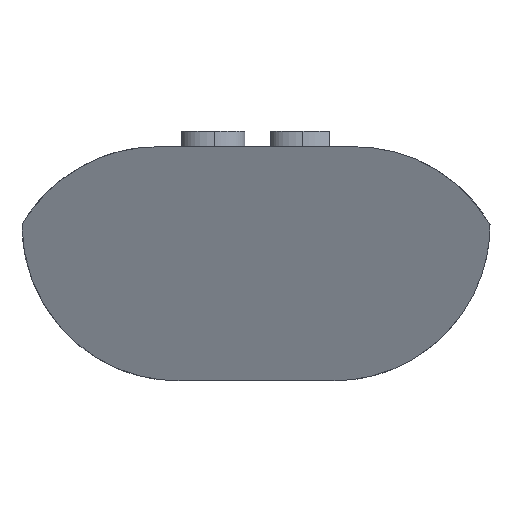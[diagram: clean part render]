
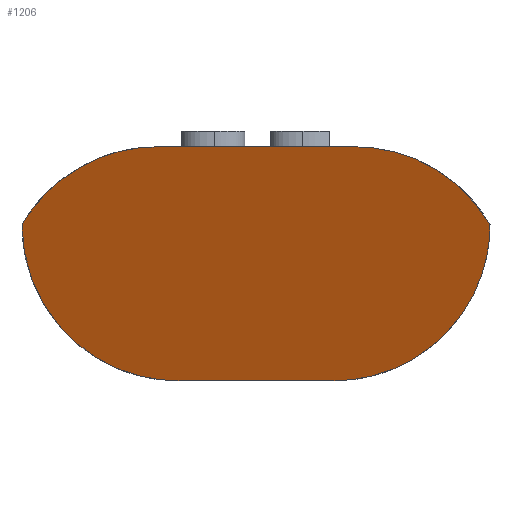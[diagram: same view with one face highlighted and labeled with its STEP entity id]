
A CAD part, front view. The second image highlights one B-rep face of the part: STEP entity #1206.
In plain terms, the highlighted planar face has unit normal (0, -0.924, -0.383).
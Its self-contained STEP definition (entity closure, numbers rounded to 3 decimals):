
#81 = VERTEX_POINT ( 'NONE', #686 ) ;
#93 = CARTESIAN_POINT ( 'NONE',  ( 30., 12.426, -15. ) ) ;
#224 = DIRECTION ( 'NONE',  ( 1., 0., 0. ) ) ;
#225 = LINE ( 'NONE', #933, #335 ) ;
#226 = CARTESIAN_POINT ( 'NONE',  ( 26.34, 1.516, 11.34 ) ) ;
#239 = CARTESIAN_POINT ( 'NONE',  ( 10., 12.426, -15. ) ) ;
#286 = CARTESIAN_POINT ( 'NONE',  ( -30., 4.142, 5. ) ) ;
#302 = LINE ( 'NONE', #93, #2670 ) ;
#315 = EDGE_CURVE ( 'NONE', #1977, #412, #302, .T. ) ;
#335 = VECTOR ( 'NONE', #224, 1000. ) ;
#343 = CARTESIAN_POINT ( 'NONE',  ( 10., 12.426, -15. ) ) ;
#375 = FACE_OUTER_BOUND ( 'NONE', #2542, .T. ) ;
#386 = EDGE_CURVE ( 'NONE', #81, #412, #2942, .T. ) ;
#395 =( BOUNDED_CURVE ( )  B_SPLINE_CURVE ( 3, ( #677, #226, #2276, #1377 ),
 .UNSPECIFIED., .F., .T. ) 
 B_SPLINE_CURVE_WITH_KNOTS ( ( 4, 4 ),
 ( 5.236, 6.283 ),
 .UNSPECIFIED. ) 
 CURVE ( )  GEOMETRIC_REPRESENTATION_ITEM ( )  RATIONAL_B_SPLINE_CURVE ( ( 1., 0.911, 0.911, 1. ) ) 
 REPRESENTATION_ITEM ( '' )  );
#412 = VERTEX_POINT ( 'NONE', #2299 ) ;
#583 = CARTESIAN_POINT ( 'NONE',  ( 30., 8.995, -6.716 ) ) ;
#587 = DIRECTION ( 'NONE',  ( -1., 0., 0. ) ) ;
#593 = ORIENTED_EDGE ( 'NONE', *, *, #386, .T. ) ;
#677 = CARTESIAN_POINT ( 'NONE',  ( 30., 4.142, 5. ) ) ;
#686 = CARTESIAN_POINT ( 'NONE',  ( -30., 4.142, 5. ) ) ;
#688 = EDGE_CURVE ( 'NONE', #1977, #712, #2856, .T. ) ;
#712 = VERTEX_POINT ( 'NONE', #2267 ) ;
#753 = CARTESIAN_POINT ( 'NONE',  ( -12.679, 0., 15. ) ) ;
#801 = EDGE_CURVE ( 'NONE', #712, #2440, #395, .T. ) ;
#933 = CARTESIAN_POINT ( 'NONE',  ( -30., 0., 15. ) ) ;
#950 = CARTESIAN_POINT ( 'NONE',  ( -12.679, 0., 15. ) ) ;
#1191 = ORIENTED_EDGE ( 'NONE', *, *, #2364, .T. ) ;
#1206 = ADVANCED_FACE ( 'NONE', ( #375 ), #1382, .F. ) ;
#1255 = CARTESIAN_POINT ( 'NONE',  ( 12.679, 0., 15. ) ) ;
#1285 = CARTESIAN_POINT ( 'NONE',  ( 30., 0., 15. ) ) ;
#1314 = DIRECTION ( 'NONE',  ( 0., -0.383, 0.924 ) ) ;
#1316 = CARTESIAN_POINT ( 'NONE',  ( -21.716, 12.426, -15. ) ) ;
#1377 = CARTESIAN_POINT ( 'NONE',  ( 12.679, 0., 15. ) ) ;
#1382 = PLANE ( 'NONE',  #2947 ) ;
#1515 = VERTEX_POINT ( 'NONE', #950 ) ;
#1552 = ORIENTED_EDGE ( 'NONE', *, *, #2234, .F. ) ;
#1669 = ORIENTED_EDGE ( 'NONE', *, *, #688, .T. ) ;
#1721 = CARTESIAN_POINT ( 'NONE',  ( -26.34, 1.516, 11.34 ) ) ;
#1842 =( BOUNDED_CURVE ( )  B_SPLINE_CURVE ( 3, ( #753, #2389, #1721, #286 ),
 .UNSPECIFIED., .F., .T. ) 
 B_SPLINE_CURVE_WITH_KNOTS ( ( 4, 4 ),
 ( 0., 1.047 ),
 .UNSPECIFIED. ) 
 CURVE ( )  GEOMETRIC_REPRESENTATION_ITEM ( )  RATIONAL_B_SPLINE_CURVE ( ( 1., 0.911, 0.911, 1. ) ) 
 REPRESENTATION_ITEM ( '' )  );
#1977 = VERTEX_POINT ( 'NONE', #239 ) ;
#2187 = CARTESIAN_POINT ( 'NONE',  ( 30., 4.142, 5. ) ) ;
#2188 = DIRECTION ( 'NONE',  ( 0., 0.924, 0.383 ) ) ;
#2234 = EDGE_CURVE ( 'NONE', #1515, #2440, #225, .T. ) ;
#2267 = CARTESIAN_POINT ( 'NONE',  ( 30., 4.142, 5. ) ) ;
#2276 = CARTESIAN_POINT ( 'NONE',  ( 20., 0., 15. ) ) ;
#2299 = CARTESIAN_POINT ( 'NONE',  ( -10., 12.426, -15. ) ) ;
#2364 = EDGE_CURVE ( 'NONE', #1515, #81, #1842, .T. ) ;
#2389 = CARTESIAN_POINT ( 'NONE',  ( -20., 0., 15. ) ) ;
#2409 = CARTESIAN_POINT ( 'NONE',  ( -30., 4.142, 5. ) ) ;
#2440 = VERTEX_POINT ( 'NONE', #1255 ) ;
#2461 = ORIENTED_EDGE ( 'NONE', *, *, #801, .T. ) ;
#2483 = CARTESIAN_POINT ( 'NONE',  ( -30., 8.995, -6.716 ) ) ;
#2542 = EDGE_LOOP ( 'NONE', ( #1669, #2461, #1552, #1191, #593, #2855 ) ) ;
#2670 = VECTOR ( 'NONE', #587, 1000. ) ;
#2683 = CARTESIAN_POINT ( 'NONE',  ( -10., 12.426, -15. ) ) ;
#2855 = ORIENTED_EDGE ( 'NONE', *, *, #315, .F. ) ;
#2856 =( BOUNDED_CURVE ( )  B_SPLINE_CURVE ( 3, ( #343, #2873, #583, #2187 ),
 .UNSPECIFIED., .F., .T. ) 
 B_SPLINE_CURVE_WITH_KNOTS ( ( 4, 4 ),
 ( 3.142, 4.712 ),
 .UNSPECIFIED. ) 
 CURVE ( )  GEOMETRIC_REPRESENTATION_ITEM ( )  RATIONAL_B_SPLINE_CURVE ( ( 1., 0.805, 0.805, 1. ) ) 
 REPRESENTATION_ITEM ( '' )  );
#2873 = CARTESIAN_POINT ( 'NONE',  ( 21.716, 12.426, -15. ) ) ;
#2942 =( BOUNDED_CURVE ( )  B_SPLINE_CURVE ( 3, ( #2409, #2483, #1316, #2683 ),
 .UNSPECIFIED., .F., .F. ) 
 B_SPLINE_CURVE_WITH_KNOTS ( ( 4, 4 ),
 ( 1.571, 3.142 ),
 .UNSPECIFIED. ) 
 CURVE ( )  GEOMETRIC_REPRESENTATION_ITEM ( )  RATIONAL_B_SPLINE_CURVE ( ( 1., 0.805, 0.805, 1. ) ) 
 REPRESENTATION_ITEM ( '' )  );
#2947 = AXIS2_PLACEMENT_3D ( 'NONE', #1285, #2188, #1314 ) ;
